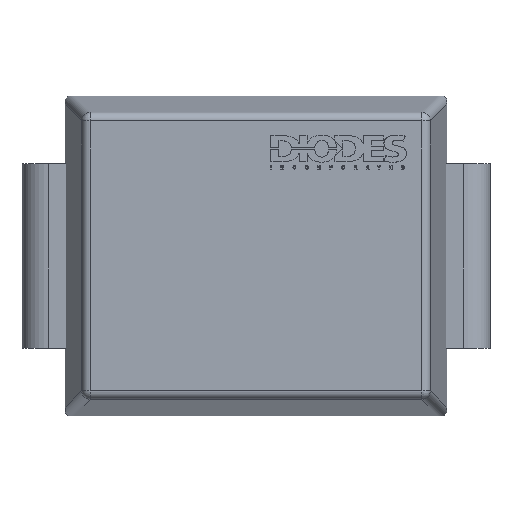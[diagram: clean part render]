
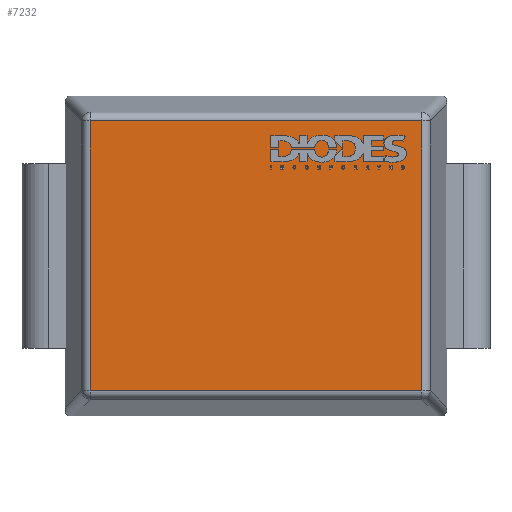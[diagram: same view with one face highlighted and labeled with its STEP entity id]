
A CAD part, top view. The second image highlights one B-rep face of the part: STEP entity #7232.
In plain terms, the highlighted planar face has unit normal (0, 0, 1).
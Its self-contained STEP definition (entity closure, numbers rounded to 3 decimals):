
#675=FACE_OUTER_BOUND('',#1087,.T.);
#1087=EDGE_LOOP('',(#4942,#4943,#4944,#4945));
#1518=LINE('',#9600,#2210);
#1522=LINE('',#9608,#2214);
#1524=LINE('',#9611,#2216);
#1526=LINE('',#9614,#2218);
#2210=VECTOR('',#8234,3.748);
#2214=VECTOR('',#8244,3.053);
#2216=VECTOR('',#8248,3.053);
#2218=VECTOR('',#8252,3.748);
#2973=VERTEX_POINT('',#9570);
#2974=VERTEX_POINT('',#9574);
#2976=VERTEX_POINT('',#9579);
#2980=VERTEX_POINT('',#9592);
#3741=EDGE_CURVE('',#2980,#2976,#1518,.T.);
#3746=EDGE_CURVE('',#2974,#2980,#1522,.T.);
#3748=EDGE_CURVE('',#2976,#2973,#1524,.T.);
#3750=EDGE_CURVE('',#2973,#2974,#1526,.T.);
#4942=ORIENTED_EDGE('',*,*,#3741,.F.);
#4943=ORIENTED_EDGE('',*,*,#3746,.F.);
#4944=ORIENTED_EDGE('',*,*,#3750,.F.);
#4945=ORIENTED_EDGE('',*,*,#3748,.F.);
#7009=PLANE('',#7799);
#7232=ADVANCED_FACE('',(#675),#7009,.T.);
#7799=AXIS2_PLACEMENT_3D('',#9623,#8266,#8267);
#8234=DIRECTION('',(1.,0.,0.));
#8244=DIRECTION('',(0.,1.,0.));
#8248=DIRECTION('',(0.,-1.,0.));
#8252=DIRECTION('',(-1.,0.,0.));
#8266=DIRECTION('center_axis',(0.,0.,1.));
#8267=DIRECTION('ref_axis',(1.,0.,0.));
#9570=CARTESIAN_POINT('',(1.874,-1.526,2.375));
#9574=CARTESIAN_POINT('',(-1.874,-1.526,2.375));
#9579=CARTESIAN_POINT('',(1.874,1.526,2.375));
#9592=CARTESIAN_POINT('',(-1.874,1.526,2.375));
#9600=CARTESIAN_POINT('',(0.539,1.526,2.375));
#9608=CARTESIAN_POINT('',(-1.874,0.453,2.375));
#9611=CARTESIAN_POINT('',(1.874,-0.453,2.375));
#9614=CARTESIAN_POINT('',(-0.539,-1.526,2.375));
#9623=CARTESIAN_POINT('Origin',(0.,0.,
2.375));
